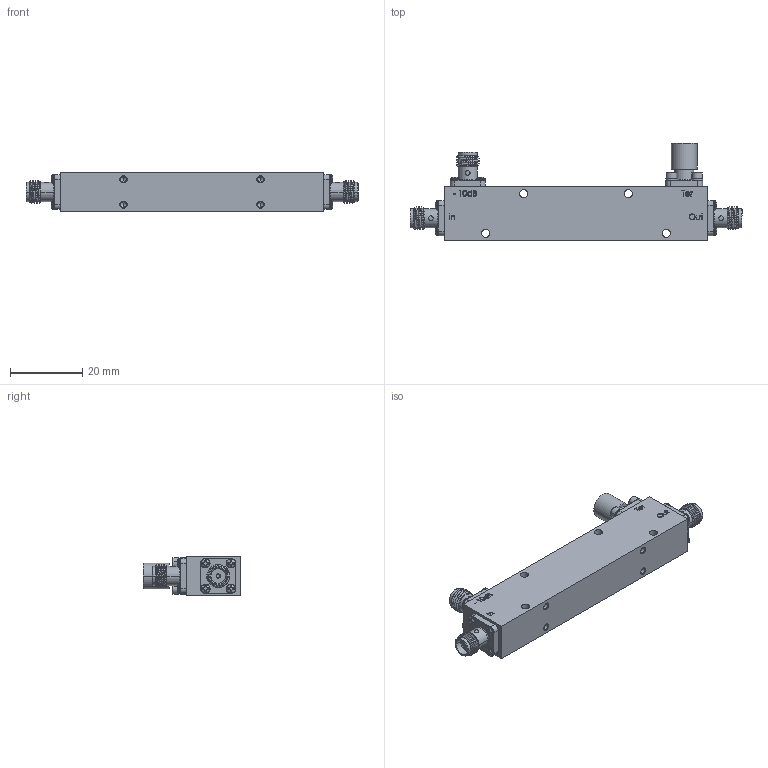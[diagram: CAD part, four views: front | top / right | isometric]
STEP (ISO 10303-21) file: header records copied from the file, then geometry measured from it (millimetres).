
FILE_DESCRIPTION (( 'STEP AP214' ), '1' );
FILE_NAME ('PE2CP1102 - FMCP1102.step', '2020-05-18T18:38:23', ( '' ), ( '' ), 'SwSTEP 2.0', 'SolidWorks 2018', '' );
FILE_SCHEMA (( 'AUTOMOTIVE_DESIGN' ));
Length unit declared in the file: inch
Products named in the file (1): PE2CP1102 - FMCP1102
Bounding box: 92.05 x 26.94 x 11 mm (x, y, z)
Volume: 13264.8 mm3; surface area: 6313.6 mm2
Topology: 1 solids, 19 shells, 991 faces, 2525 edges, 1629 vertices
Faces by surface type: plane 443, cylinder 265, cone 148, bspline 127, torus 8
Entity records: 40671 total; most frequent: CARTESIAN_POINT 18411, ORIENTED_EDGE 5034, DIRECTION 4066, EDGE_CURVE 2517, VERTEX_POINT 1629, AXIS2_PLACEMENT_3D 1503, EDGE_LOOP 1074, VECTOR 1060
